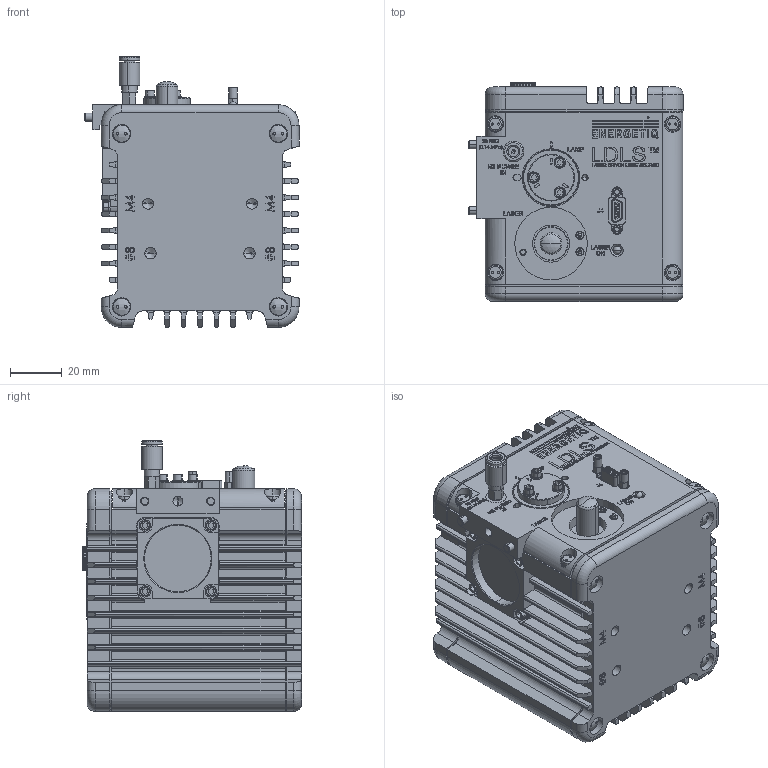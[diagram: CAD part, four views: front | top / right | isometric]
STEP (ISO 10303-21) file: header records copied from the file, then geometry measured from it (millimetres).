
FILE_DESCRIPTION (( 'STEP AP214' ), '1' );
FILE_NAME ('EQ-99X-FC Simplified.STEP', '2014-02-24T16:41:48', ( 'Mike' ), ( '' ), 'SwSTEP 2.0', 'SolidWorks 2011', '' );
FILE_SCHEMA (( 'AUTOMOTIVE_DESIGN' ));
Length unit declared in the file: millimetre
Products named in the file (1): EQ-99X-FC Simplified
Bounding box: 82.42 x 84.35 x 104.3 mm (x, y, z)
Volume: 197906.5 mm3; surface area: 120152.7 mm2
Topology: 73 solids, 73 shells, 5921 faces, 15304 edges, 9954 vertices
Faces by surface type: plane 3428, cylinder 1093, bspline 920, cone 428, torus 38, sphere 14
Entity records: 301384 total; most frequent: CARTESIAN_POINT 97088, ORIENTED_EDGE 30490, DIRECTION 24950, EDGE_CURVE 15245, LINE 10324, VECTOR 10324, VERTEX_POINT 9951, AXIS2_PLACEMENT_3D 7313
